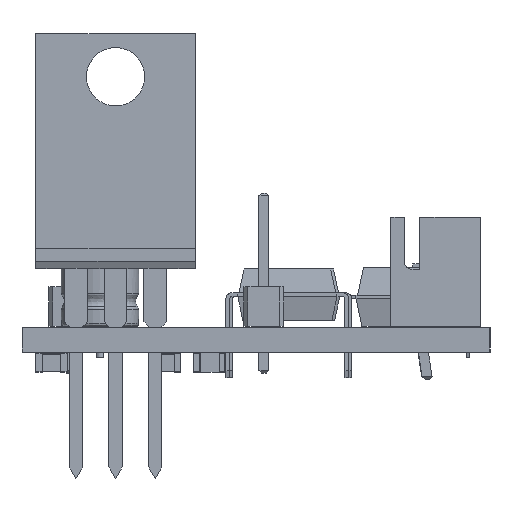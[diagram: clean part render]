
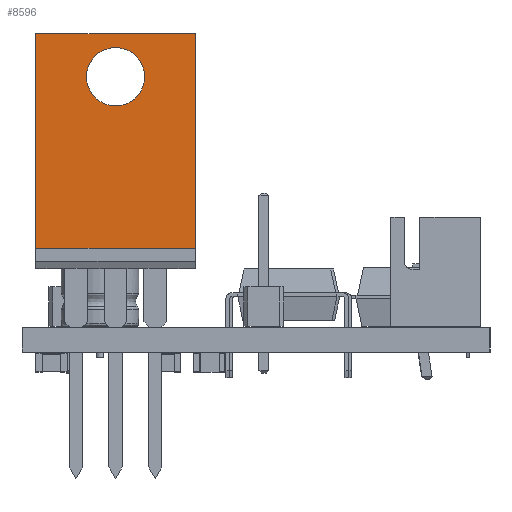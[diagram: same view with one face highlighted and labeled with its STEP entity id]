
A CAD part, left-side view. The second image highlights one B-rep face of the part: STEP entity #8596.
In plain terms, the highlighted face is planar.
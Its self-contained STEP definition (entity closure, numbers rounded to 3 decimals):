
#8041 = VERTEX_POINT('',#8042);
#8042 = CARTESIAN_POINT('',(-2.575,3.16,18.775));
#8048 = EDGE_CURVE('',#8049,#8041,#8051,.T.);
#8049 = VERTEX_POINT('',#8050);
#8050 = CARTESIAN_POINT('',(-2.575,3.16,5.));
#8051 = LINE('',#8052,#8053);
#8052 = CARTESIAN_POINT('',(-2.575,3.16,5.));
#8053 = VECTOR('',#8054,1.);
#8054 = DIRECTION('',(0.,0.,1.));
#8107 = VERTEX_POINT('',#8108);
#8108 = CARTESIAN_POINT('',(7.655,3.16,5.));
#8114 = EDGE_CURVE('',#8107,#8115,#8117,.T.);
#8115 = VERTEX_POINT('',#8116);
#8116 = CARTESIAN_POINT('',(7.655,3.16,18.775));
#8117 = LINE('',#8118,#8119);
#8118 = CARTESIAN_POINT('',(7.655,3.16,5.));
#8119 = VECTOR('',#8120,1.);
#8120 = DIRECTION('',(0.,0.,1.));
#8139 = EDGE_CURVE('',#8049,#8107,#8140,.T.);
#8140 = LINE('',#8141,#8142);
#8141 = CARTESIAN_POINT('',(-2.575,3.16,5.));
#8142 = VECTOR('',#8143,1.);
#8143 = DIRECTION('',(1.,0.,0.));
#8596 = ADVANCED_FACE('',(#8597,#8608),#8619,.T.);
#8597 = FACE_BOUND('',#8598,.T.);
#8598 = EDGE_LOOP('',(#8599,#8600,#8606,#8607));
#8599 = ORIENTED_EDGE('',*,*,#8048,.T.);
#8600 = ORIENTED_EDGE('',*,*,#8601,.T.);
#8601 = EDGE_CURVE('',#8041,#8115,#8602,.T.);
#8602 = LINE('',#8603,#8604);
#8603 = CARTESIAN_POINT('',(-2.575,3.16,18.775));
#8604 = VECTOR('',#8605,1.);
#8605 = DIRECTION('',(1.,0.,0.));
#8606 = ORIENTED_EDGE('',*,*,#8114,.F.);
#8607 = ORIENTED_EDGE('',*,*,#8139,.F.);
#8608 = FACE_BOUND('',#8609,.T.);
#8609 = EDGE_LOOP('',(#8610));
#8610 = ORIENTED_EDGE('',*,*,#8611,.T.);
#8611 = EDGE_CURVE('',#8612,#8612,#8614,.T.);
#8612 = VERTEX_POINT('',#8613);
#8613 = CARTESIAN_POINT('',(4.408,3.16,16.005));
#8614 = CIRCLE('',#8615,1.868);
#8615 = AXIS2_PLACEMENT_3D('',#8616,#8617,#8618);
#8616 = CARTESIAN_POINT('',(2.54,3.16,16.005));
#8617 = DIRECTION('',(0.,-1.,0.));
#8618 = DIRECTION('',(1.,0.,0.));
#8619 = PLANE('',#8620);
#8620 = AXIS2_PLACEMENT_3D('',#8621,#8622,#8623);
#8621 = CARTESIAN_POINT('',(-2.575,3.16,5.));
#8622 = DIRECTION('',(0.,1.,0.));
#8623 = DIRECTION('',(1.,0.,0.));
